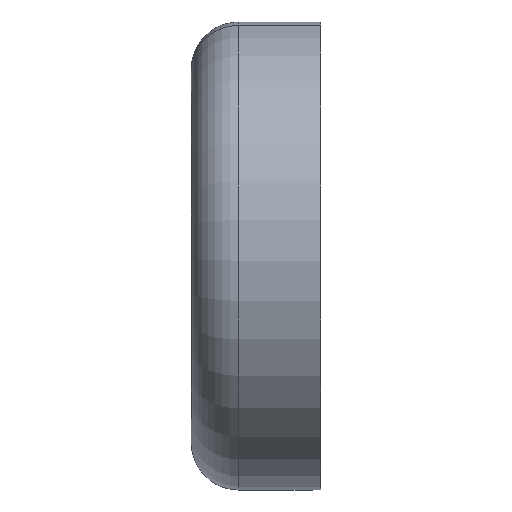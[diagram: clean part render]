
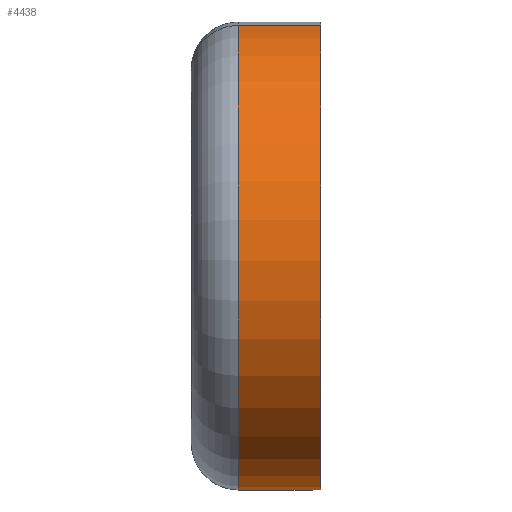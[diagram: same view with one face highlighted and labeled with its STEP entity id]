
A CAD part, left-side view. The second image highlights one B-rep face of the part: STEP entity #4438.
In plain terms, the highlighted cylindrical face has radius 50 mm (diameter 100 mm), a partial arc.
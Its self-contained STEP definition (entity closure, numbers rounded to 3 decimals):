
#81 = LINE ( 'NONE', #2189, #2196 ) ;
#227 = ORIENTED_EDGE ( 'NONE', *, *, #1080, .F. ) ;
#470 = EDGE_CURVE ( 'NONE', #2497, #1013, #81, .T. ) ;
#498 = CARTESIAN_POINT ( 'NONE',  ( -75., 35., 5. ) ) ;
#584 = CIRCLE ( 'NONE', #3644, 50. ) ;
#648 = CARTESIAN_POINT ( 'NONE',  ( -75., 45., 5. ) ) ;
#672 = DIRECTION ( 'NONE',  ( 0., 0., -1. ) ) ;
#735 = AXIS2_PLACEMENT_3D ( 'NONE', #498, #1601, #3983 ) ;
#1013 = VERTEX_POINT ( 'NONE', #3012 ) ;
#1080 = EDGE_CURVE ( 'NONE', #2443, #1222, #3314, .T. ) ;
#1222 = VERTEX_POINT ( 'NONE', #2094 ) ;
#1348 = DIRECTION ( 'NONE',  ( 0., -1., 0. ) ) ;
#1361 = DIRECTION ( 'NONE',  ( 0., -1., 0. ) ) ;
#1537 = CARTESIAN_POINT ( 'NONE',  ( -85.906, 35., 53.796 ) ) ;
#1563 = EDGE_CURVE ( 'NONE', #1013, #1222, #584, .T. ) ;
#1572 = CARTESIAN_POINT ( 'NONE',  ( -85.906, 45., 53.796 ) ) ;
#1601 = DIRECTION ( 'NONE',  ( 0., -1., 0. ) ) ;
#1978 = VECTOR ( 'NONE', #1348, 1000. ) ;
#2074 = FACE_OUTER_BOUND ( 'NONE', #2820, .T. ) ;
#2094 = CARTESIAN_POINT ( 'NONE',  ( -85.906, 17.5, 53.796 ) ) ;
#2189 = CARTESIAN_POINT ( 'NONE',  ( -75., 45., -45. ) ) ;
#2196 = VECTOR ( 'NONE', #3854, 1000. ) ;
#2224 = ORIENTED_EDGE ( 'NONE', *, *, #3745, .T. ) ;
#2393 = CYLINDRICAL_SURFACE ( 'NONE', #2943, 50. ) ;
#2443 = VERTEX_POINT ( 'NONE', #1537 ) ;
#2497 = VERTEX_POINT ( 'NONE', #4259 ) ;
#2604 = ORIENTED_EDGE ( 'NONE', *, *, #1563, .T. ) ;
#2820 = EDGE_LOOP ( 'NONE', ( #4415, #2604, #227, #2224 ) ) ;
#2943 = AXIS2_PLACEMENT_3D ( 'NONE', #648, #1361, #672 ) ;
#3012 = CARTESIAN_POINT ( 'NONE',  ( -75., 17.5, -45. ) ) ;
#3314 = LINE ( 'NONE', #1572, #1978 ) ;
#3644 = AXIS2_PLACEMENT_3D ( 'NONE', #4463, #3775, #3731 ) ;
#3731 = DIRECTION ( 'NONE',  ( 1., 0., 0. ) ) ;
#3745 = EDGE_CURVE ( 'NONE', #2443, #2497, #4534, .T. ) ;
#3775 = DIRECTION ( 'NONE',  ( 0., 1., 0. ) ) ;
#3854 = DIRECTION ( 'NONE',  ( 0., -1., 0. ) ) ;
#3983 = DIRECTION ( 'NONE',  ( 0., 0., 1. ) ) ;
#4259 = CARTESIAN_POINT ( 'NONE',  ( -75., 35., -45. ) ) ;
#4415 = ORIENTED_EDGE ( 'NONE', *, *, #470, .T. ) ;
#4438 = ADVANCED_FACE ( 'NONE', ( #2074 ), #2393, .T. ) ;
#4463 = CARTESIAN_POINT ( 'NONE',  ( -75., 17.5, 5. ) ) ;
#4534 = CIRCLE ( 'NONE', #735, 50. ) ;
